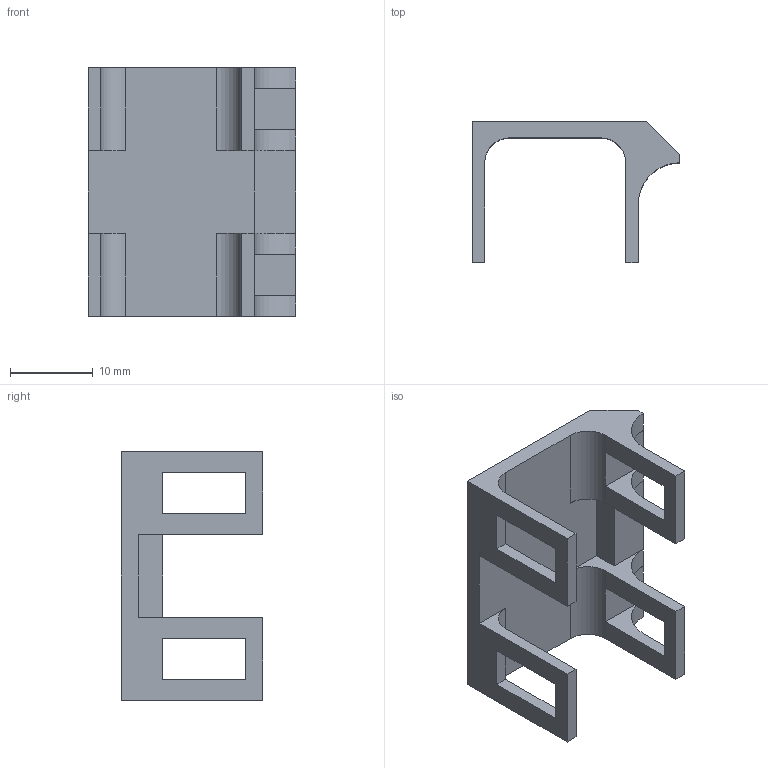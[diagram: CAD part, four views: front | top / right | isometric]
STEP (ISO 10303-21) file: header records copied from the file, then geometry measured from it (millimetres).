
FILE_DESCRIPTION(/* description */ (''),/* implementation_level */ '2;1');
FILE_NAME(/* name */ 'connetcor_female.stp',/* time_stamp */ '2025-10-27T17:30:09+09:00',/* author */ ('hibik'),/* organization */ (''),/* preprocessor_version */ 'ST-DEVELOPER v20.1',/* originating_system */ 'Autodesk Inventor 2026',/* authorisation */ '');
FILE_SCHEMA (('AUTOMOTIVE_DESIGN { 1 0 10303 214 3 1 1 }'));
Length unit declared in the file: millimetre
Products named in the file (1): connetcor_female
Bounding box: 25 x 17 x 30 mm (x, y, z)
Volume: 2440.9 mm3; surface area: 2869.1 mm2
Topology: 1 solids, 1 shells, 47 faces, 139 edges, 88 vertices
Faces by surface type: plane 39, cylinder 8
Entity records: 1605 total; most frequent: ORIENTED_EDGE 278, CARTESIAN_POINT 275, DIRECTION 251, EDGE_CURVE 139, LINE 123, VECTOR 123, VERTEX_POINT 88, AXIS2_PLACEMENT_3D 64
